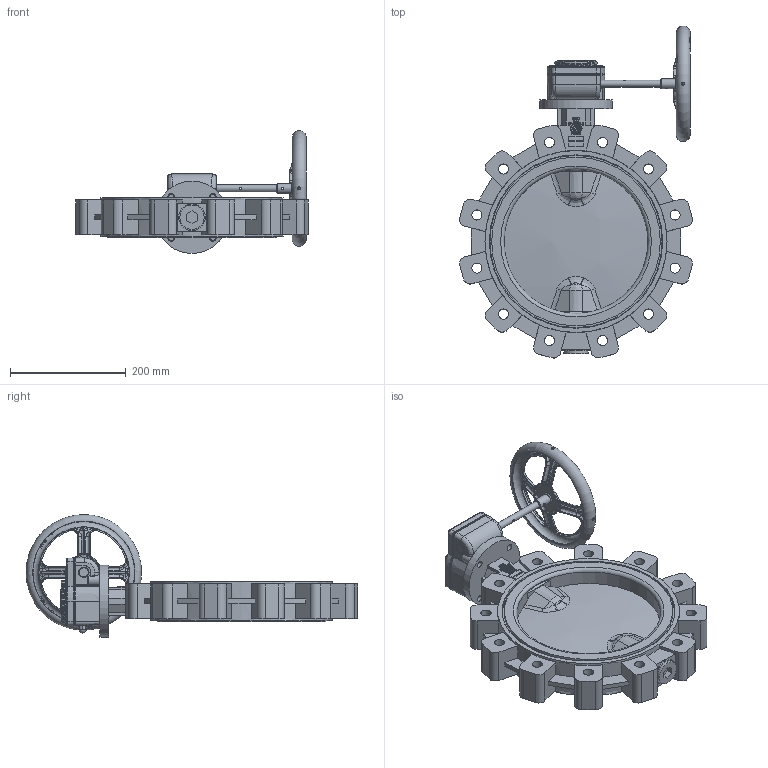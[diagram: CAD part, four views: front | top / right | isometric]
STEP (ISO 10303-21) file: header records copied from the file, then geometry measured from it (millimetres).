
FILE_DESCRIPTION(/* description */ ('STEP AP203'),/* implementation_level */ '2;1');
FILE_NAME(/* name */ '2316bv250_stp_1.step',/* time_stamp */ '2025-10-24T08:29:59+02:00',/* author */ (''),/* organization */ (''),/* preprocessor_version */ 'ST-DEVELOPER v20.1',/* originating_system */ 'Autodesk Translation Framework v14.17.0.0',/* authorisation */ '');
FILE_SCHEMA (('AUTOMOTIVE_DESIGN { 1 0 10303 214 3 1 1 }'));
Products named in the file (3): EVTLS-i DN250 PN16 F10-L22; 1; PS200-12 Bush
Assembly tree (2 placements, depth 3):
  EVTLS-i DN250 PN16 F10-L22
    1
      PS200-12 Bush
Bounding box: 402.97 x 574.45 x 212.52 mm (x, y, z)
Volume: 5239623.3 mm3; surface area: 717781 mm2
Topology: 3 solids, 13 shells, 3026 faces, 8068 edges, 5091 vertices
Faces by surface type: plane 1239, cylinder 674, bspline 637, torus 237, cone 204, sphere 35
Full cylindrical faces by diameter (mm): 3.3 x2, 4 x4, 4.1 x4, 4.5 x2, 4.917 x4, 5 x4, 6 x4, 6.5 x4, 6.647 x4, 7.5 x4, 7.6 x2, 8 x2, 8.376 x4, 10 x1, 11 x4, 12 x4, 13 x6, 14 x2, 16 x1, 17 x1, 17.5 x12, 18 x2, 28 x1, 42 x1, 46 x1, 57.1 x2, 59 x2, 60 x2, 64 x1, 70 x1
Entity records: 196759 total; most frequent: CARTESIAN_POINT 124410, ORIENTED_EDGE 15946, DIRECTION 13959, EDGE_CURVE 7973, AXIS2_PLACEMENT_3D 5235, VERTEX_POINT 5091, LINE 3489, VECTOR 3489
